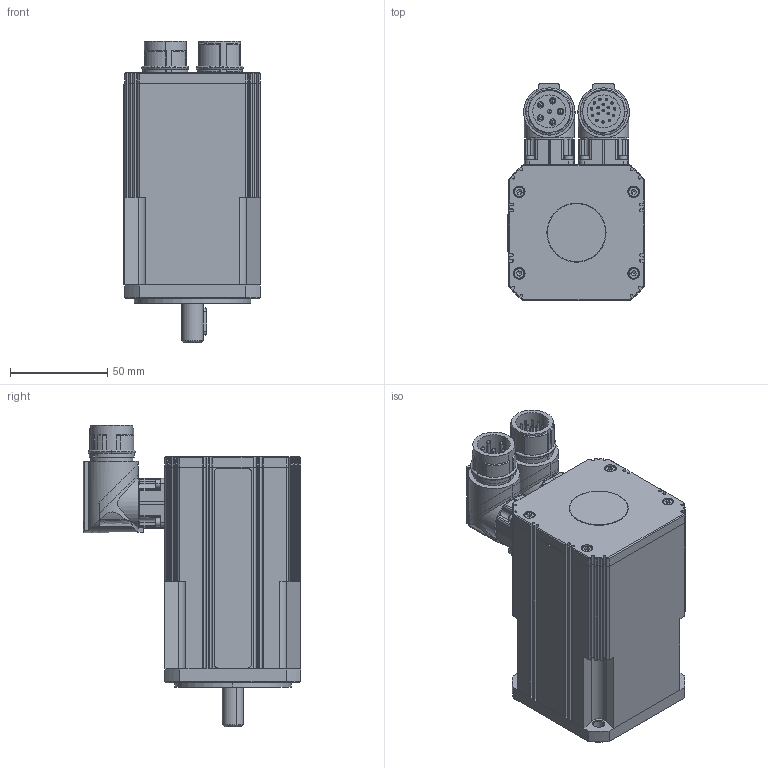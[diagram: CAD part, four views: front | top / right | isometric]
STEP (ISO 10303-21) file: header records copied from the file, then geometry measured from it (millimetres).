
FILE_DESCRIPTION((''),'2;1');
FILE_NAME('FP-207 + Resolver.stp','2011-11-10T08:47:06',('jlopez'),(''),'Autodesk Inventor 9','Autodesk Inventor 9','');
FILE_SCHEMA(('AUTOMOTIVE_DESIGN { 1 0 10303 214 1 1 1 1 }'));
Length unit declared in the file: millimetre
Products named in the file (1): Pieza2
Bounding box: 70.5 x 112.15 x 155.46 mm (x, y, z)
Volume: 598788.4 mm3; surface area: 72251.5 mm2
Topology: 21 solids, 21 shells, 1469 faces, 3802 edges, 2303 vertices
Faces by surface type: cylinder 626, plane 450, cone 184, bspline 113, torus 50, sphere 46
Entity records: 46225 total; most frequent: CARTESIAN_POINT 10696, DIRECTION 7757, ORIENTED_EDGE 7356, EDGE_CURVE 3678, AXIS2_PLACEMENT_3D 3031, VERTEX_POINT 2303, VECTOR 1695, LINE 1695
